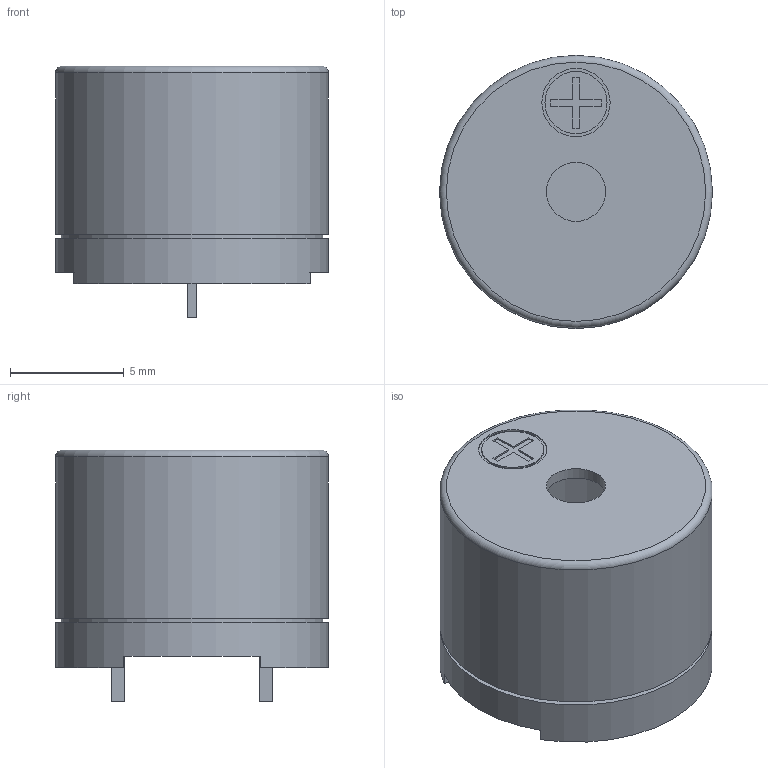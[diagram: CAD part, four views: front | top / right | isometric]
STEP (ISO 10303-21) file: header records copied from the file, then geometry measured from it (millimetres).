
FILE_DESCRIPTION(('FreeCAD Model'),'2;1');
FILE_NAME('Buzzer.step', '2014-09-28T18:37:02',('FreeCAD'),('FreeCAD'), 'Open CASCADE STEP processor 6.7','FreeCAD','Unknown');
FILE_SCHEMA(('AUTOMOTIVE_DESIGN_CC2 { 1 2 10303 214 -1 1 5 4 }'));
Length unit declared in the file: millimetre
Products named in the file (1): Buzzer
Bounding box: 12 x 12 x 11.07 mm (x, y, z)
Volume: 402.5 mm3; surface area: 1044.5 mm2
Topology: 1 solids, 1 shells, 50 faces, 115 edges, 77 vertices
Faces by surface type: plane 38, cylinder 11, torus 1
Full cylindrical faces by diameter (mm): 2.6 x1, 2.732 x1, 3 x1, 11 x1, 11.5 x2, 12 x2
Entity records: 3247 total; most frequent: CARTESIAN_POINT 565, DIRECTION 420, LINE 237, VECTOR 237, ORIENTED_EDGE 230, PCURVE 230, DEFINITIONAL_REPRESENTATION 230, EDGE_CURVE 115
